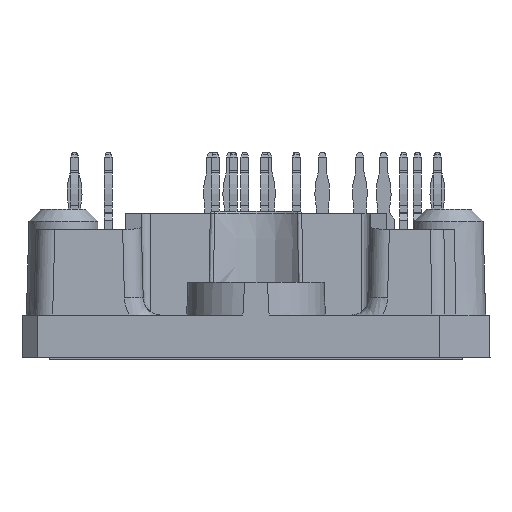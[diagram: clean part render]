
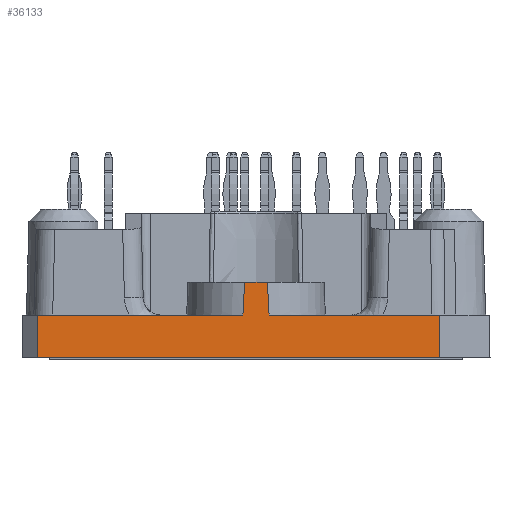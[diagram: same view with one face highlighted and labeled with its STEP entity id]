
A CAD part, left-side view. The second image highlights one B-rep face of the part: STEP entity #36133.
In plain terms, the highlighted planar face has unit normal (-1, 0, 0.018).
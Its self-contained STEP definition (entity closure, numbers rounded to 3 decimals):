
#2025=B_SPLINE_CURVE_WITH_KNOTS('',3,(#53382,#53383,#53384,#53385),
 .UNSPECIFIED.,.F.,.F.,(4,4),(0.,0.003),.UNSPECIFIED.);
#2028=B_SPLINE_CURVE_WITH_KNOTS('',3,(#53403,#53404,#53405,#53406),
 .UNSPECIFIED.,.F.,.F.,(4,4),(0.,0.003),.UNSPECIFIED.);
#4305=ORIENTED_EDGE('',*,*,#11563,.F.);
#4306=ORIENTED_EDGE('',*,*,#11683,.T.);
#4307=ORIENTED_EDGE('',*,*,#11617,.T.);
#4308=ORIENTED_EDGE('',*,*,#11684,.T.);
#4309=ORIENTED_EDGE('',*,*,#11540,.F.);
#4310=ORIENTED_EDGE('',*,*,#11422,.T.);
#4311=ORIENTED_EDGE('',*,*,#11454,.T.);
#4312=ORIENTED_EDGE('',*,*,#11428,.F.);
#11422=EDGE_CURVE('',#14994,#14993,#2025,.T.);
#11428=EDGE_CURVE('',#14998,#14999,#2028,.T.);
#11454=EDGE_CURVE('',#14993,#14999,#17471,.F.);
#11540=EDGE_CURVE('',#14994,#15085,#17508,.F.);
#11563=EDGE_CURVE('',#15103,#14998,#17524,.F.);
#11617=EDGE_CURVE('',#15152,#15151,#17550,.F.);
#11683=EDGE_CURVE('',#15103,#15152,#17601,.F.);
#11684=EDGE_CURVE('',#15151,#15085,#17602,.F.);
#14993=VERTEX_POINT('',#53381);
#14994=VERTEX_POINT('',#53386);
#14998=VERTEX_POINT('',#53402);
#14999=VERTEX_POINT('',#53407);
#15085=VERTEX_POINT('',#53746);
#15103=VERTEX_POINT('',#53796);
#15151=VERTEX_POINT('',#53907);
#15152=VERTEX_POINT('',#53909);
#17471=LINE('',#53485,#20001);
#17508=LINE('',#53745,#20038);
#17524=LINE('',#53797,#20054);
#17550=LINE('',#53908,#20080);
#17601=LINE('',#54043,#20131);
#17602=LINE('',#54044,#20132);
#20001=VECTOR('',#41300,1000.);
#20038=VECTOR('',#41419,1000.);
#20054=VECTOR('',#41451,1000.);
#20080=VECTOR('',#41533,1000.);
#20131=VECTOR('',#41640,1000.);
#20132=VECTOR('',#41641,1000.);
#22299=EDGE_LOOP('',(#4305,#4306,#4307,#4308,#4309,#4310,#4311,#4312));
#23831=FACE_BOUND('',#22299,.T.);
#25100=PLANE('',#37785);
#36133=ADVANCED_FACE('',(#23831),#25100,.T.);
#37785=AXIS2_PLACEMENT_3D('',#54042,#41638,#41639);
#41300=DIRECTION('',(0.,-1.,0.));
#41419=DIRECTION('',(0.,1.,0.));
#41451=DIRECTION('',(0.,1.,0.));
#41533=DIRECTION('',(0.,1.,0.));
#41638=DIRECTION('',(-1.,0.,0.017));
#41639=DIRECTION('',(0.017,0.,1.));
#41640=DIRECTION('',(0.017,-0.017,1.));
#41641=DIRECTION('',(-0.017,-0.007,-1.));
#53381=CARTESIAN_POINT('',(-40.895,-0.913,6.));
#53382=CARTESIAN_POINT('',(-40.941,-1.044,3.4));
#53383=CARTESIAN_POINT('',(-40.926,-1.003,4.267));
#53384=CARTESIAN_POINT('',(-40.91,-0.959,5.133));
#53385=CARTESIAN_POINT('',(-40.895,-0.913,6.));
#53386=CARTESIAN_POINT('',(-40.941,-1.044,3.4));
#53402=CARTESIAN_POINT('',(-40.941,1.044,3.4));
#53403=CARTESIAN_POINT('',(-40.941,1.044,3.4));
#53404=CARTESIAN_POINT('',(-40.926,1.003,4.267));
#53405=CARTESIAN_POINT('',(-40.91,0.959,5.133));
#53406=CARTESIAN_POINT('',(-40.895,0.913,6.));
#53407=CARTESIAN_POINT('',(-40.895,0.913,6.));
#53485=CARTESIAN_POINT('',(-40.895,0.,6.));
#53745=CARTESIAN_POINT('',(-40.941,0.,3.4));
#53746=CARTESIAN_POINT('',(-40.941,-14.675,3.4));
#53796=CARTESIAN_POINT('',(-40.941,17.43,3.4));
#53797=CARTESIAN_POINT('',(-40.941,0.,3.4));
#53907=CARTESIAN_POINT('',(-41.,-14.7,0.));
#53908=CARTESIAN_POINT('',(-41.,0.,0.));
#53909=CARTESIAN_POINT('',(-41.,17.49,0.));
#54042=CARTESIAN_POINT('',(-41.,0.,0.));
#54043=CARTESIAN_POINT('',(-40.995,17.484,0.305));
#54044=CARTESIAN_POINT('',(-40.998,-14.699,0.134));
